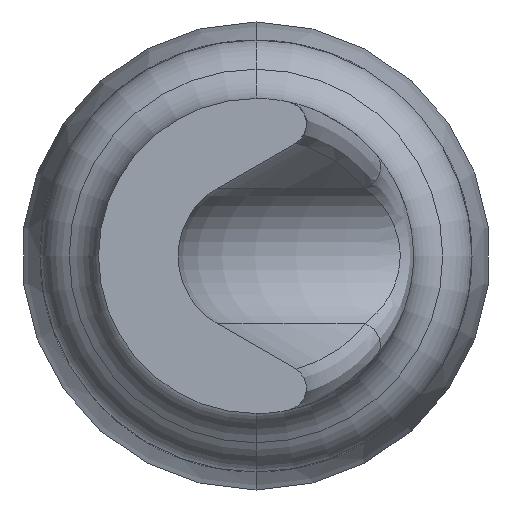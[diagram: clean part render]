
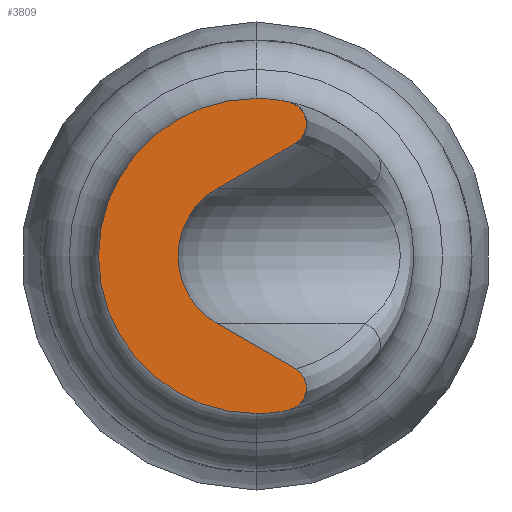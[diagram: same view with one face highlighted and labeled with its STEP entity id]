
A CAD part, front view. The second image highlights one B-rep face of the part: STEP entity #3809.
In plain terms, the highlighted planar face has unit normal (0, -1, 0).
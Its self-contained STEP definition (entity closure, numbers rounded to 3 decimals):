
#2 = DIRECTION ( 'NONE',  ( 0., 1., 0. ) ) ;
#3 = VERTEX_POINT ( 'NONE', #405 ) ;
#123 = CIRCLE ( 'NONE', #3396, 0.35 ) ;
#140 = CARTESIAN_POINT ( 'NONE',  ( 0., -40.637, 0.35 ) ) ;
#164 = VERTEX_POINT ( 'NONE', #3595 ) ;
#297 = CIRCLE ( 'NONE', #3980, 0.35 ) ;
#405 = CARTESIAN_POINT ( 'NONE',  ( -0.087, -40.637, 0.15 ) ) ;
#455 = ORIENTED_EDGE ( 'NONE', *, *, #741, .T. ) ;
#544 = ORIENTED_EDGE ( 'NONE', *, *, #1056, .F. ) ;
#558 = DIRECTION ( 'NONE',  ( 0., 1., 0. ) ) ;
#608 = CARTESIAN_POINT ( 'NONE',  ( 0., -40.637, -0.35 ) ) ;
#704 = ORIENTED_EDGE ( 'NONE', *, *, #2032, .F. ) ;
#741 = EDGE_CURVE ( 'Defeature ausgef�hrt1_1+Defeature ausgef�hrt1_30+Defeature ausgef�hrt1_2+Defeature ausgef�hrt1_16', #2765, #3938, #3058, .T. ) ;
#759 = CARTESIAN_POINT ( 'NONE',  ( 0.6, -40.637, 0.546 ) ) ;
#761 = CARTESIAN_POINT ( 'NONE',  ( 0.087, -40.637, 0.25 ) ) ;
#769 = DIRECTION ( 'NONE',  ( 0., 0., 1. ) ) ;
#780 = CARTESIAN_POINT ( 'NONE',  ( -0.087, -40.637, -0.15 ) ) ;
#907 = CARTESIAN_POINT ( 'NONE',  ( 0., -40.637, 0. ) ) ;
#936 = CARTESIAN_POINT ( 'NONE',  ( 0.087, -40.637, -0.25 ) ) ;
#982 = CARTESIAN_POINT ( 'NONE',  ( 0., -40.637, 0. ) ) ;
#995 = DIRECTION ( 'NONE',  ( -0.866, 0., -0.5 ) ) ;
#1022 = CARTESIAN_POINT ( 'NONE',  ( 0., -40.637, 0. ) ) ;
#1056 = EDGE_CURVE ( 'Defeature ausgef�hrt1_2+Defeature ausgef�hrt1_1+Defeature ausgef�hrt1_30+Defeature ausgef�hrt1_27', #2765, #4068, #297, .T. ) ;
#1070 = VERTEX_POINT ( 'NONE', #140 ) ;
#1236 = VERTEX_POINT ( 'NONE', #780 ) ;
#1357 = ORIENTED_EDGE ( 'NONE', *, *, #2401, .F. ) ;
#1429 = AXIS2_PLACEMENT_3D ( 'NONE', #2850, #1507, #769 ) ;
#1443 = CIRCLE ( 'NONE', #4099, 0.173 ) ;
#1469 = CARTESIAN_POINT ( 'NONE',  ( 0.6, -40.637, -0.546 ) ) ;
#1507 = DIRECTION ( 'NONE',  ( 0., -1., 0. ) ) ;
#1522 = EDGE_CURVE ( 'Defeature ausgef�hrt1_16+Defeature ausgef�hrt1_1+Defeature ausgef�hrt1_17+Defeature ausgef�hrt1_30', #1236, #3938, #1784, .T. ) ;
#1627 = EDGE_LOOP ( 'NONE', ( #1357, #1759, #1706, #2473, #544, #455, #3730, #704 ) ) ;
#1637 = LINE ( 'NONE', #759, #3693 ) ;
#1639 = EDGE_CURVE ( 'Defeature ausgef�hrt1_2+Defeature ausgef�hrt1_1+Defeature ausgef�hrt1_30+Defeature ausgef�hrt1_27', #1070, #164, #123, .T. ) ;
#1652 = AXIS2_PLACEMENT_3D ( 'NONE', #3493, #2882, #2494 ) ;
#1706 = ORIENTED_EDGE ( 'NONE', *, *, #1639, .F. ) ;
#1759 = ORIENTED_EDGE ( 'NONE', *, *, #3392, .T. ) ;
#1784 = LINE ( 'NONE', #1469, #3726 ) ;
#1803 = CARTESIAN_POINT ( 'NONE',  ( 0.072, -40.637, -0.342 ) ) ;
#1835 = DIRECTION ( 'NONE',  ( 0., 1., 0. ) ) ;
#1887 = DIRECTION ( 'NONE',  ( 0., 0., 1. ) ) ;
#1924 = DIRECTION ( 'NONE',  ( 0., 0., 1. ) ) ;
#2003 = DIRECTION ( 'NONE',  ( 0., -1., 0. ) ) ;
#2032 = EDGE_CURVE ( 'Defeature ausgef�hrt1_17+Defeature ausgef�hrt1_1+Defeature ausgef�hrt1_15+Defeature ausgef�hrt1_16', #3, #1236, #1443, .T. ) ;
#2129 = AXIS2_PLACEMENT_3D ( 'NONE', #2529, #3887, #1887 ) ;
#2249 = CIRCLE ( 'NONE', #2129, 0.05 ) ;
#2390 = DIRECTION ( 'NONE',  ( 0., 0., 1. ) ) ;
#2401 = EDGE_CURVE ( 'Defeature ausgef�hrt1_15+Defeature ausgef�hrt1_1+Defeature ausgef�hrt1_27+Defeature ausgef�hrt1_17', #2827, #3, #1637, .T. ) ;
#2473 = ORIENTED_EDGE ( 'NONE', *, *, #4372, .F. ) ;
#2480 = CIRCLE ( 'NONE', #3223, 0.35 ) ;
#2490 = DIRECTION ( 'NONE',  ( 0.866, 0., -0.5 ) ) ;
#2494 = DIRECTION ( 'NONE',  ( 0., 0., 1. ) ) ;
#2529 = CARTESIAN_POINT ( 'NONE',  ( 0.062, -40.637, 0.294 ) ) ;
#2765 = VERTEX_POINT ( 'NONE', #1803 ) ;
#2827 = VERTEX_POINT ( 'NONE', #761 ) ;
#2838 = CARTESIAN_POINT ( 'NONE',  ( 0., -40.637, 0. ) ) ;
#2850 = CARTESIAN_POINT ( 'NONE',  ( 0.062, -40.637, -0.294 ) ) ;
#2882 = DIRECTION ( 'NONE',  ( 0., 1., 0. ) ) ;
#3058 = CIRCLE ( 'NONE', #1429, 0.05 ) ;
#3219 = FACE_OUTER_BOUND ( 'NONE', #1627, .T. ) ;
#3223 = AXIS2_PLACEMENT_3D ( 'NONE', #1022, #2, #2390 ) ;
#3392 = EDGE_CURVE ( 'Defeature ausgef�hrt1_1+Defeature ausgef�hrt1_27+Defeature ausgef�hrt1_15+Defeature ausgef�hrt1_2', #2827, #164, #2249, .T. ) ;
#3396 = AXIS2_PLACEMENT_3D ( 'NONE', #907, #558, #1924 ) ;
#3493 = CARTESIAN_POINT ( 'NONE',  ( 0., -40.637, 0. ) ) ;
#3515 = DIRECTION ( 'NONE',  ( 0., 0., 1. ) ) ;
#3595 = CARTESIAN_POINT ( 'NONE',  ( 0.072, -40.637, 0.342 ) ) ;
#3645 = DIRECTION ( 'NONE',  ( 0., 0., -1. ) ) ;
#3693 = VECTOR ( 'NONE', #995, 1000. ) ;
#3726 = VECTOR ( 'NONE', #2490, 1000. ) ;
#3730 = ORIENTED_EDGE ( 'NONE', *, *, #1522, .F. ) ;
#3809 = ADVANCED_FACE ( 'Defeature ausgef�hrt1_1', ( #3219 ), #4201, .F. ) ;
#3887 = DIRECTION ( 'NONE',  ( 0., -1., 0. ) ) ;
#3938 = VERTEX_POINT ( 'NONE', #936 ) ;
#3980 = AXIS2_PLACEMENT_3D ( 'NONE', #2838, #1835, #3515 ) ;
#4068 = VERTEX_POINT ( 'NONE', #608 ) ;
#4099 = AXIS2_PLACEMENT_3D ( 'NONE', #982, #2003, #3645 ) ;
#4201 = PLANE ( 'NONE',  #1652 ) ;
#4372 = EDGE_CURVE ( 'Defeature ausgef�hrt1_2+Defeature ausgef�hrt1_1+Defeature ausgef�hrt1_30+Defeature ausgef�hrt1_27', #4068, #1070, #2480, .T. ) ;
